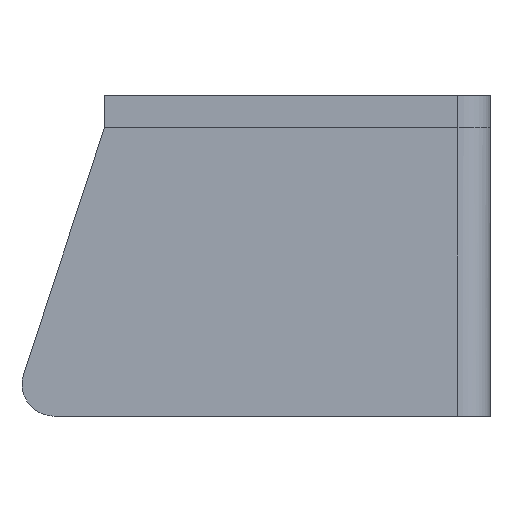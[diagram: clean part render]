
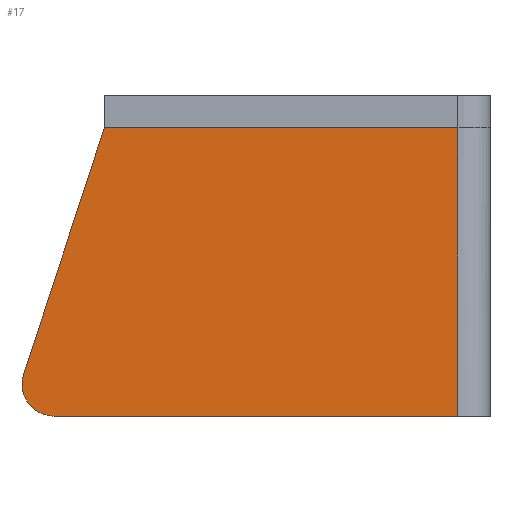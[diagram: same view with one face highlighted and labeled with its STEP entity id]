
A CAD part, left-side view. The second image highlights one B-rep face of the part: STEP entity #17.
In plain terms, the highlighted free-form (B-spline) face has degree [1, 1] with [2, 2] control points.
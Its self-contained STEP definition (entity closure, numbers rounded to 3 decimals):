
#17 = ADVANCED_FACE('',(#18),#105,.T.);
#18 = FACE_BOUND('',#19,.T.);
#19 = EDGE_LOOP('',(#20,#30,#37,#86,#94));
#20 = ORIENTED_EDGE('',*,*,#21,.F.);
#21 = EDGE_CURVE('',#22,#24,#26,.T.);
#22 = VERTEX_POINT('',#23);
#23 = CARTESIAN_POINT('',(-104.1,-74.9,-5.));
#24 = VERTEX_POINT('',#25);
#25 = CARTESIAN_POINT('',(-104.1,-130.1,-5.));
#26 = LINE('',#27,#28);
#27 = CARTESIAN_POINT('',(-104.1,-74.9,-5.));
#28 = VECTOR('',#29,1.);
#29 = DIRECTION('',(0.,-1.,0.));
#30 = ORIENTED_EDGE('',*,*,#31,.T.);
#31 = EDGE_CURVE('',#22,#32,#34,.T.);
#32 = VERTEX_POINT('',#33);
#33 = CARTESIAN_POINT('',(-104.1,-62.258,-43.438));
#34 = B_SPLINE_CURVE_WITH_KNOTS('',1,(#35,#36),.UNSPECIFIED.,.F.,.F.,(2,
    2),(0.,1.),.PIECEWISE_BEZIER_KNOTS.);
#35 = CARTESIAN_POINT('',(-104.1,-74.9,-5.));
#36 = CARTESIAN_POINT('',(-104.1,-60.1,-50.));
#37 = ORIENTED_EDGE('',*,*,#38,.T.);
#38 = EDGE_CURVE('',#32,#39,#41,.T.);
#39 = VERTEX_POINT('',#40);
#40 = CARTESIAN_POINT('',(-104.1,-67.008,-50.));
#41 = B_SPLINE_CURVE_WITH_KNOTS('',8,(#42,#43,#44,#45,#46,#47,#48,#49,
    #50,#51,#52,#53,#54,#55,#56,#57,#58,#59,#60,#61,#62,#63,#64,#65,#66,
    #67,#68,#69,#70,#71,#72,#73,#74,#75,#76,#77,#78,#79,#80,#81,#82,#83,
    #84,#85),.UNSPECIFIED.,.F.,.F.,(9,7,7,7,7,7,9),(0.,0.144,
    0.242,0.375,0.486,0.815,1.),
  .UNSPECIFIED.);
#42 = CARTESIAN_POINT('',(-104.1,-62.258,-43.438));
#43 = CARTESIAN_POINT('',(-104.1,-62.191,-43.641));
#44 = CARTESIAN_POINT('',(-104.1,-62.134,-43.848));
#45 = CARTESIAN_POINT('',(-104.1,-62.088,-44.057));
#46 = CARTESIAN_POINT('',(-104.1,-62.052,-44.266));
#47 = CARTESIAN_POINT('',(-104.1,-62.026,-44.475));
#48 = CARTESIAN_POINT('',(-104.1,-62.011,-44.683));
#49 = CARTESIAN_POINT('',(-104.1,-62.005,-44.889));
#50 = CARTESIAN_POINT('',(-104.1,-62.011,-45.229));
#51 = CARTESIAN_POINT('',(-104.1,-62.018,-45.365));
#52 = CARTESIAN_POINT('',(-104.1,-62.029,-45.5));
#53 = CARTESIAN_POINT('',(-104.1,-62.044,-45.632));
#54 = CARTESIAN_POINT('',(-104.1,-62.063,-45.763));
#55 = CARTESIAN_POINT('',(-104.1,-62.085,-45.892));
#56 = CARTESIAN_POINT('',(-104.1,-62.111,-46.019));
#57 = CARTESIAN_POINT('',(-104.1,-62.18,-46.313));
#58 = CARTESIAN_POINT('',(-104.1,-62.226,-46.479));
#59 = CARTESIAN_POINT('',(-104.1,-62.278,-46.64));
#60 = CARTESIAN_POINT('',(-104.1,-62.335,-46.797));
#61 = CARTESIAN_POINT('',(-104.1,-62.397,-46.949));
#62 = CARTESIAN_POINT('',(-104.1,-62.464,-47.097));
#63 = CARTESIAN_POINT('',(-104.1,-62.535,-47.241));
#64 = CARTESIAN_POINT('',(-104.1,-62.673,-47.496));
#65 = CARTESIAN_POINT('',(-104.1,-62.739,-47.609));
#66 = CARTESIAN_POINT('',(-104.1,-62.807,-47.718));
#67 = CARTESIAN_POINT('',(-104.1,-62.878,-47.825));
#68 = CARTESIAN_POINT('',(-104.1,-62.951,-47.928));
#69 = CARTESIAN_POINT('',(-104.1,-63.026,-48.029));
#70 = CARTESIAN_POINT('',(-104.1,-63.104,-48.126));
#71 = CARTESIAN_POINT('',(-104.1,-63.421,-48.503));
#72 = CARTESIAN_POINT('',(-104.1,-63.678,-48.759));
#73 = CARTESIAN_POINT('',(-104.1,-63.95,-48.989));
#74 = CARTESIAN_POINT('',(-104.1,-64.236,-49.194));
#75 = CARTESIAN_POINT('',(-104.1,-64.534,-49.374));
#76 = CARTESIAN_POINT('',(-104.1,-64.843,-49.529));
#77 = CARTESIAN_POINT('',(-104.1,-65.161,-49.659));
#78 = CARTESIAN_POINT('',(-104.1,-65.67,-49.821));
#79 = CARTESIAN_POINT('',(-104.1,-65.855,-49.872));
#80 = CARTESIAN_POINT('',(-104.1,-66.042,-49.914));
#81 = CARTESIAN_POINT('',(-104.1,-66.232,-49.948));
#82 = CARTESIAN_POINT('',(-104.1,-66.424,-49.974));
#83 = CARTESIAN_POINT('',(-104.1,-66.617,-49.991));
#84 = CARTESIAN_POINT('',(-104.1,-66.812,-50.));
#85 = CARTESIAN_POINT('',(-104.1,-67.008,-50.));
#86 = ORIENTED_EDGE('',*,*,#87,.T.);
#87 = EDGE_CURVE('',#39,#88,#90,.T.);
#88 = VERTEX_POINT('',#89);
#89 = CARTESIAN_POINT('',(-104.1,-130.1,-50.));
#90 = LINE('',#91,#92);
#91 = CARTESIAN_POINT('',(-104.1,-60.1,-50.));
#92 = VECTOR('',#93,1.);
#93 = DIRECTION('',(0.,-1.,0.));
#94 = ORIENTED_EDGE('',*,*,#95,.F.);
#95 = EDGE_CURVE('',#24,#88,#96,.T.);
#96 = B_SPLINE_CURVE_WITH_KNOTS('',4,(#97,#98,#99,#100,#101,#102,#103,
    #104),.UNSPECIFIED.,.F.,.F.,(5,3,5),(5.,50.,52.121),.UNSPECIFIED.);
#97 = CARTESIAN_POINT('',(-104.1,-130.1,-5.));
#98 = CARTESIAN_POINT('',(-104.1,-130.1,-16.25));
#99 = CARTESIAN_POINT('',(-104.1,-130.1,-27.5));
#100 = CARTESIAN_POINT('',(-104.1,-130.1,-38.75));
#101 = CARTESIAN_POINT('',(-104.1,-130.1,-50.53));
#102 = CARTESIAN_POINT('',(-104.1,-130.1,-51.061));
#103 = CARTESIAN_POINT('',(-104.1,-130.1,-51.591));
#104 = CARTESIAN_POINT('',(-104.1,-130.1,-52.121));
#105 = B_SPLINE_SURFACE_WITH_KNOTS('',1,1,(
    (#106,#107)
    ,(#108,#109
    )),.UNSPECIFIED.,.F.,.F.,.F.,(2,2),(2,2),(-75.,0.),(0.,1.),
  .PIECEWISE_BEZIER_KNOTS.);
#106 = CARTESIAN_POINT('',(-104.1,-135.1,-5.));
#107 = CARTESIAN_POINT('',(-104.1,-135.1,-50.));
#108 = CARTESIAN_POINT('',(-104.1,-74.9,-5.));
#109 = CARTESIAN_POINT('',(-104.1,-60.1,-50.));
